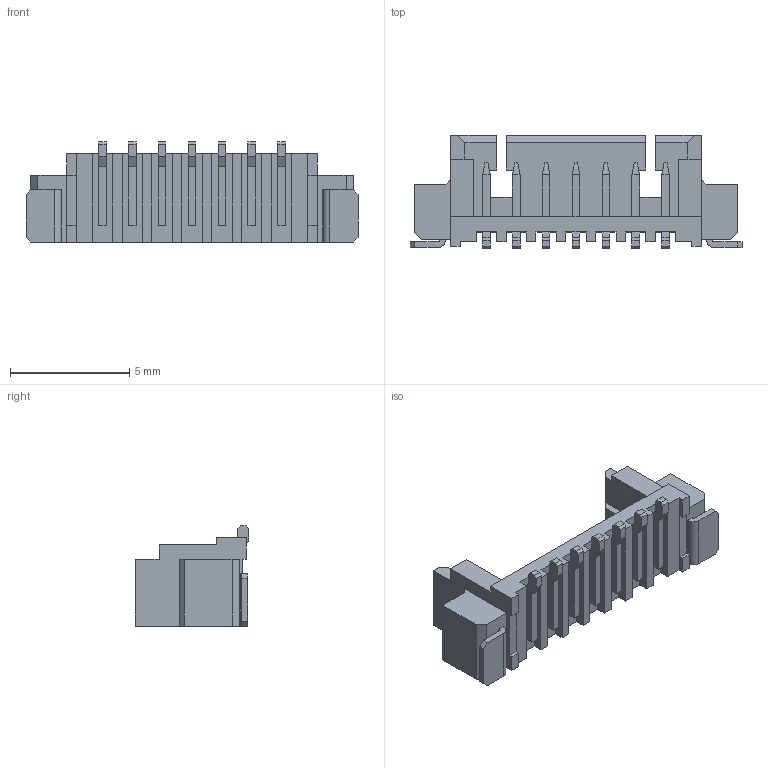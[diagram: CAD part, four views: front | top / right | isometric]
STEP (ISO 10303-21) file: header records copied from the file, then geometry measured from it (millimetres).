
FILE_DESCRIPTION((''),'2;1');
FILE_NAME('533980771','2016-08-16T',('rlalsangi'),(''),'PRO/ENGINEER BY PARAMETRIC TECHNOLOGY CORPORATION, 2012310','PRO/ENGINEER BY PARAMETRIC TECHNOLOGY CORPORATION, 2012310','');
FILE_SCHEMA(('CONFIG_CONTROL_DESIGN'));
Length unit declared in the file: millimetre
Products named in the file (1): 533980771
Bounding box: 13.9 x 4.75 x 4.2 mm (x, y, z)
Volume: 78.5 mm3; surface area: 373.5 mm2
Topology: 1 solids, 3 shells, 353 faces, 960 edges, 642 vertices
Faces by surface type: plane 345, cylinder 8
Entity records: 10804 total; most frequent: CARTESIAN_POINT 1914, ORIENTED_EDGE 1834, DIRECTION 1678, VECTOR 942, LINE 942, EDGE_CURVE 917, VERTEX_POINT 592, EDGE_LOOP 375
